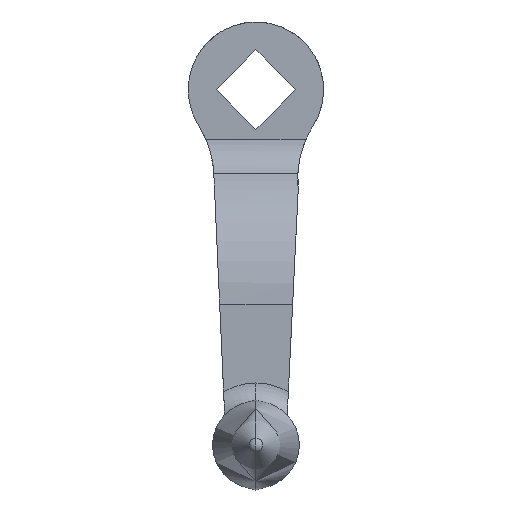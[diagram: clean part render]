
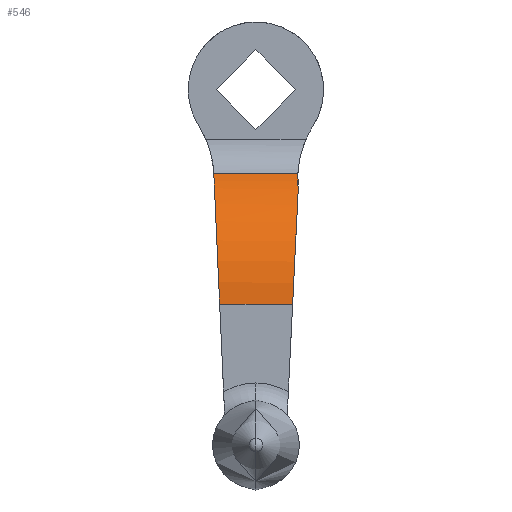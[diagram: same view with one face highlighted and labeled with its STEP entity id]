
A CAD part, front view. The second image highlights one B-rep face of the part: STEP entity #546.
In plain terms, the highlighted cylindrical face has radius 27 mm (diameter 54 mm), a partial arc.
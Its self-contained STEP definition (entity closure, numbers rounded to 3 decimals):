
#230=EDGE_CURVE('',#578,#426,#658,.T.);
#278=EDGE_CURVE('',#304,#346,#711,.T.);
#298=VERTEX_POINT('',#732);
#304=VERTEX_POINT('',#738);
#346=VERTEX_POINT('',#787);
#426=VERTEX_POINT('',#881);
#466=EDGE_CURVE('',#346,#298,#924,.T.);
#474=EDGE_CURVE('',#426,#304,#933,.T.);
#546=ADVANCED_FACE('',(#1010),#1011,.T.);
#566=EDGE_CURVE('',#298,#578,#1031,.T.);
#578=VERTEX_POINT('',#1044);
#658=LINE('',#1123,#1124);
#711=LINE('',#1246,#1247);
#732=CARTESIAN_POINT('',(7.5,-27.78,-17.72));
#738=CARTESIAN_POINT('',(-7.469,-23.856,-14.866));
#787=CARTESIAN_POINT('',(7.444,-23.856,-14.866));
#881=CARTESIAN_POINT('',(-6.427,-37.0,-38.04));
#924=B_SPLINE_CURVE_WITH_KNOTS('',3,(#1554,#1555,#1556,#1557,#1558,#1559),.UNSPECIFIED.,.F.,.F.,(4,2,4),(44.138,45.921,48.893),.UNSPECIFIED.);
#933=ELLIPSE('',#1572,27.027,27.);
#1010=FACE_OUTER_BOUND('',#1685,.T.);
#1011=CYLINDRICAL_SURFACE('',#1686,27.);
#1031=ELLIPSE('',#1736,27.032,27.);
#1044=CARTESIAN_POINT('',(6.508,-37.0,-38.04));
#1123=CARTESIAN_POINT('',(0.,-37.0,-38.04));
#1124=VECTOR('',#1850,1.0);
#1246=CARTESIAN_POINT('',(0.,-23.856,-14.866));
#1247=VECTOR('',#1915,1.0);
#1554=CARTESIAN_POINT('',(7.444,-23.856,-14.866));
#1555=CARTESIAN_POINT('',(7.426,-24.381,-15.181));
#1556=CARTESIAN_POINT('',(7.414,-24.89,-15.509));
#1557=CARTESIAN_POINT('',(7.409,-26.192,-16.411));
#1558=CARTESIAN_POINT('',(7.432,-27.002,-17.04));
#1559=CARTESIAN_POINT('',(7.5,-27.78,-17.72));
#1572=AXIS2_PLACEMENT_3D('',#2220,#2221,#2222);
#1685=EDGE_LOOP('',(#2287,#2288,#2289,#2290,#2291));
#1686=AXIS2_PLACEMENT_3D('',#2292,#2293,#2294);
#1736=AXIS2_PLACEMENT_3D('',#2302,#2303,#2304);
#1850=DIRECTION('',(-1.0,0.,0.));
#1915=DIRECTION('',(1.0,0.,0.));
#2220=CARTESIAN_POINT('',(-6.427,-10.,-38.04));
#2221=DIRECTION('',(-0.999,0.,-0.045));
#2222=DIRECTION('',(0.045,0.,-0.999));
#2287=ORIENTED_EDGE('',*,*,#466,.F.);
#2288=ORIENTED_EDGE('',*,*,#278,.F.);
#2289=ORIENTED_EDGE('',*,*,#474,.F.);
#2290=ORIENTED_EDGE('',*,*,#230,.F.);
#2291=ORIENTED_EDGE('',*,*,#566,.F.);
#2292=CARTESIAN_POINT('',(0.,-10.,-38.04));
#2293=DIRECTION('',(-1.0,0.,0.));
#2294=DIRECTION('',(0.,-1.0,0.));
#2302=CARTESIAN_POINT('',(6.508,-10.,-38.04));
#2303=DIRECTION('',(0.999,0.,-0.049));
#2304=DIRECTION('',(-0.049,0.,-0.999));
